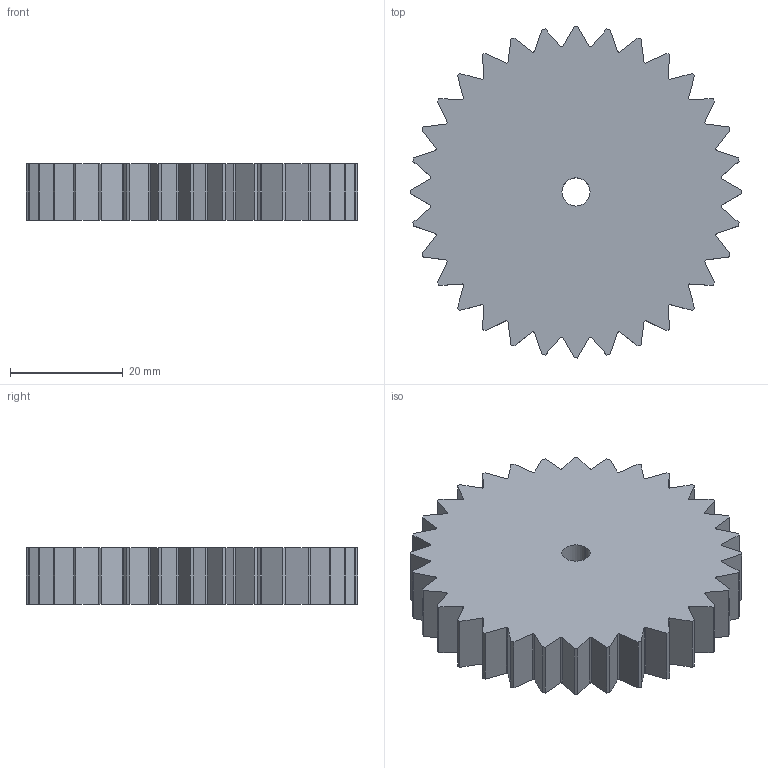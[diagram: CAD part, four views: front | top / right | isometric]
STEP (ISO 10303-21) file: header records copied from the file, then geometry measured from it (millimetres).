
FILE_DESCRIPTION (( 'STEP AP203' ), '1' );
FILE_NAME ('gear_pinion_Default_sldprt.STEP', '2023-05-12T18:42:46', ( '' ), ( '' ), 'SwSTEP 2.0', 'SolidWorks 2021', '' );
FILE_SCHEMA (( 'CONFIG_CONTROL_DESIGN' ));
Length unit declared in the file: millimetre
Products named in the file (1): gear_pinion_Default_sldprt
Bounding box: 59 x 59 x 10 mm (x, y, z)
Volume: 24003.3 mm3; surface area: 7922.6 mm2
Topology: 1 solids, 1 shells, 132 faces, 390 edges, 260 vertices
Faces by surface type: plane 98, cylinder 34
Entity records: 4463 total; most frequent: CARTESIAN_POINT 783, ORIENTED_EDGE 780, DIRECTION 724, EDGE_CURVE 390, VECTOR 322, LINE 322, VERTEX_POINT 260, AXIS2_PLACEMENT_3D 201
